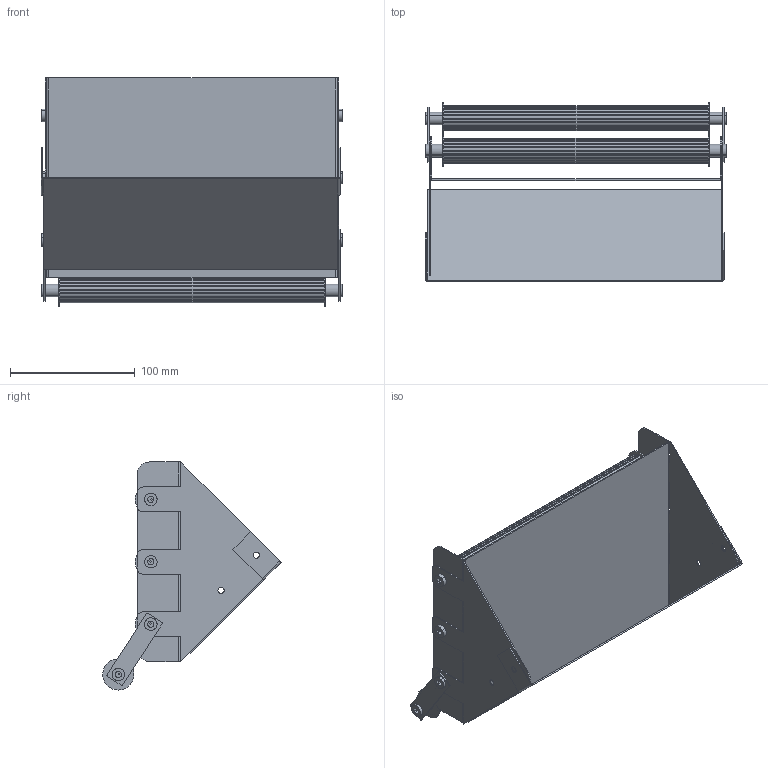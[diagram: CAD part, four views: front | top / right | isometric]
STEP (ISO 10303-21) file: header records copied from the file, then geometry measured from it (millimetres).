
FILE_DESCRIPTION (( 'STEP AP214' ), '1' );
FILE_NAME ('Roller_Assem1.STEP', '2023-01-31T14:17:10', ( '' ), ( '' ), 'SwSTEP 2.0', 'SolidWorks 2022', '' );
FILE_SCHEMA (( 'AUTOMOTIVE_DESIGN' ));
Length unit declared in the file: millimetre
Products named in the file (6): Roller; Roller_Assem1; plane; ramp; ramp support; joiner
Assembly tree (10 placements, depth 2):
  Roller_Assem1
    ramp
    Roller  x4
    ramp support  x2
    joiner  x2
    plane
Bounding box: 242 x 143.08 x 182.82 mm (x, y, z)
Volume: 362180.1 mm3; surface area: 259009.6 mm2
Topology: 10 solids, 10 shells, 488 faces, 1300 edges, 856 vertices
Faces by surface type: cylinder 348, plane 140
Entity records: 6479 total; most frequent: DIRECTION 1175, CARTESIAN_POINT 1051, ORIENTED_EDGE 1022, EDGE_CURVE 511, AXIS2_PLACEMENT_3D 454, VERTEX_POINT 330, VECTOR 267, LINE 267
